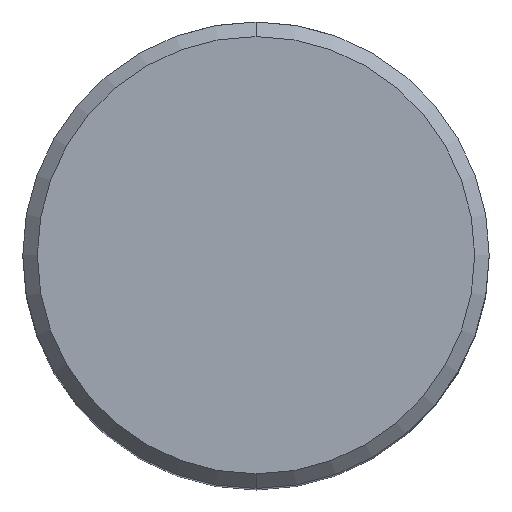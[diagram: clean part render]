
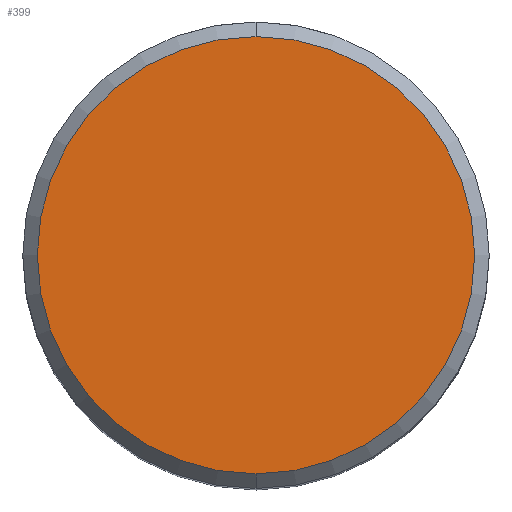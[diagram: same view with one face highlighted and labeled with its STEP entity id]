
A CAD part, top view. The second image highlights one B-rep face of the part: STEP entity #399.
In plain terms, the highlighted planar face has unit normal (0, 0, 1).
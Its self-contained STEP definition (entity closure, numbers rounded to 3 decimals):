
#199=VERTEX_POINT('',#510);
#307=VERTEX_POINT('',#628);
#361=EDGE_CURVE('',#307,#199,#686,.T.);
#399=ADVANCED_FACE('',(#726),#727,.T.);
#455=EDGE_CURVE('',#199,#307,#791,.T.);
#510=CARTESIAN_POINT('',(0.,-15.0,0.0));
#628=CARTESIAN_POINT('',(0.0,15.0,0.0));
#686=CIRCLE('',#1297,15.0);
#726=FACE_OUTER_BOUND('',#1444,.T.);
#727=PLANE('',#1445);
#791=CIRCLE('',#1550,15.0);
#1297=AXIS2_PLACEMENT_3D('',#1836,#1837,#1838);
#1444=EDGE_LOOP('',(#1871,#1872));
#1445=AXIS2_PLACEMENT_3D('',#1873,#1874,#1875);
#1550=AXIS2_PLACEMENT_3D('',#1955,#1956,#1957);
#1836=CARTESIAN_POINT('',(0.0,0.0,0.0));
#1837=DIRECTION('',(0.0,0.0,-1.0));
#1838=DIRECTION('',(0.0,1.0,0.0));
#1871=ORIENTED_EDGE('',*,*,#361,.F.);
#1872=ORIENTED_EDGE('',*,*,#455,.F.);
#1873=CARTESIAN_POINT('',(0.0,7.5,0.0));
#1874=DIRECTION('',(-0.0,0.0,1.0));
#1875=DIRECTION('',(0.0,-1.0,0.0));
#1955=CARTESIAN_POINT('',(0.0,0.0,0.0));
#1956=DIRECTION('',(0.0,0.0,-1.0));
#1957=DIRECTION('',(0.0,1.0,0.0));
